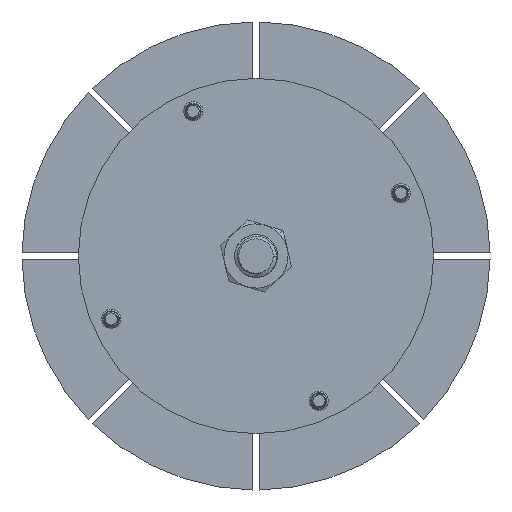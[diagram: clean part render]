
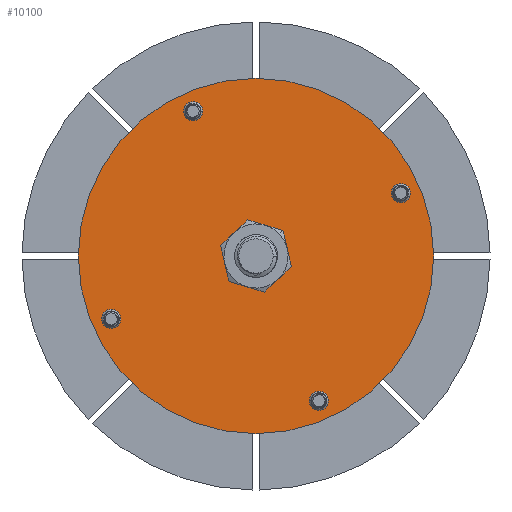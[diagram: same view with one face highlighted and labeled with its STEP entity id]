
A CAD part, front view. The second image highlights one B-rep face of the part: STEP entity #10100.
In plain terms, the highlighted planar face has unit normal (0, -1, 0).
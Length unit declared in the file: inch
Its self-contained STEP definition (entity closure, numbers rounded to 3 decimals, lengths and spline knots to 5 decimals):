
#35 = DIRECTION ( 'NONE',  ( 0., 1., 0. ) ) ;
#221 = CARTESIAN_POINT ( 'NONE',  ( 0., 0., 0. ) ) ;
#364 = DIRECTION ( 'NONE',  ( 0., 1., 0. ) ) ;
#381 = PLANE ( 'NONE',  #16330 ) ;
#443 = DIRECTION ( 'NONE',  ( 0., 0., 1. ) ) ;
#467 = AXIS2_PLACEMENT_3D ( 'NONE', #3153, #15336, #4884 ) ;
#872 = CARTESIAN_POINT ( 'NONE',  ( -2.13125, 0., -0.92669 ) ) ;
#924 = EDGE_CURVE ( 'NONE', #6124, #21003, #18520, .T. ) ;
#935 = DIRECTION ( 'NONE',  ( 0., 1., 0. ) ) ;
#970 = EDGE_CURVE ( 'NONE', #21003, #6124, #13422, .T. ) ;
#1103 = VERTEX_POINT ( 'NONE', #10928 ) ;
#1320 = CIRCLE ( 'NONE', #19031, 0.1405 ) ;
#1636 = CIRCLE ( 'NONE', #467, 0.1405 ) ;
#1642 = CARTESIAN_POINT ( 'NONE',  ( -0.92669, 0., 2.27175 ) ) ;
#1812 = CARTESIAN_POINT ( 'NONE',  ( 0.92669, 0., -2.27175 ) ) ;
#2132 = DIRECTION ( 'NONE',  ( 0., 0., 1. ) ) ;
#2333 = VERTEX_POINT ( 'NONE', #17933 ) ;
#2619 = DIRECTION ( 'NONE',  ( 0., 0., 1. ) ) ;
#2659 = CARTESIAN_POINT ( 'NONE',  ( 0., 0., -2.6155 ) ) ;
#3146 = CARTESIAN_POINT ( 'NONE',  ( 0.92669, 0., -1.99075 ) ) ;
#3153 = CARTESIAN_POINT ( 'NONE',  ( -2.13125, 0., -0.92669 ) ) ;
#3295 = ORIENTED_EDGE ( 'NONE', *, *, #21263, .T. ) ;
#3582 = EDGE_CURVE ( 'NONE', #8261, #10768, #6533, .T. ) ;
#3651 = DIRECTION ( 'NONE',  ( 0., 1., 0. ) ) ;
#3853 = ORIENTED_EDGE ( 'NONE', *, *, #18267, .F. ) ;
#4588 = CARTESIAN_POINT ( 'NONE',  ( -0.92669, 0., 2.13125 ) ) ;
#4874 = ORIENTED_EDGE ( 'NONE', *, *, #11895, .T. ) ;
#4884 = DIRECTION ( 'NONE',  ( 0., 0., 1. ) ) ;
#4986 = AXIS2_PLACEMENT_3D ( 'NONE', #17238, #6872, #18986 ) ;
#5035 = CARTESIAN_POINT ( 'NONE',  ( 2.13125, 0., 1.06719 ) ) ;
#5511 = EDGE_LOOP ( 'NONE', ( #3853, #21166 ) ) ;
#5570 = EDGE_CURVE ( 'NONE', #17541, #2333, #18447, .T. ) ;
#5769 = CARTESIAN_POINT ( 'NONE',  ( 0., 0., 0. ) ) ;
#5840 = ORIENTED_EDGE ( 'NONE', *, *, #20140, .T. ) ;
#6124 = VERTEX_POINT ( 'NONE', #1812 ) ;
#6177 = AXIS2_PLACEMENT_3D ( 'NONE', #10567, #35, #12292 ) ;
#6374 = DIRECTION ( 'NONE',  ( 0., 0., 1. ) ) ;
#6533 = CIRCLE ( 'NONE', #15582, 2.6155 ) ;
#6656 = FACE_OUTER_BOUND ( 'NONE', #5511, .T. ) ;
#6799 = CARTESIAN_POINT ( 'NONE',  ( 0., 0., 0. ) ) ;
#6807 = CARTESIAN_POINT ( 'NONE',  ( 0., 0., 0.32 ) ) ;
#6872 = DIRECTION ( 'NONE',  ( 0., 1., 0. ) ) ;
#7222 = FACE_BOUND ( 'NONE', #7807, .T. ) ;
#7232 = AXIS2_PLACEMENT_3D ( 'NONE', #14110, #3651, #15826 ) ;
#7345 = EDGE_LOOP ( 'NONE', ( #5840, #4874 ) ) ;
#7545 = DIRECTION ( 'NONE',  ( 0., 0., 1. ) ) ;
#7807 = EDGE_LOOP ( 'NONE', ( #19741, #16194 ) ) ;
#7830 = VERTEX_POINT ( 'NONE', #1642 ) ;
#8219 = AXIS2_PLACEMENT_3D ( 'NONE', #18912, #8576, #20749 ) ;
#8261 = VERTEX_POINT ( 'NONE', #15568 ) ;
#8437 = VERTEX_POINT ( 'NONE', #12383 ) ;
#8576 = DIRECTION ( 'NONE',  ( 0., 1., 0. ) ) ;
#8585 = DIRECTION ( 'NONE',  ( 0., 0., 1. ) ) ;
#8676 = CIRCLE ( 'NONE', #22679, 0.32 ) ;
#8740 = VERTEX_POINT ( 'NONE', #22319 ) ;
#9866 = ORIENTED_EDGE ( 'NONE', *, *, #5570, .T. ) ;
#9891 = CARTESIAN_POINT ( 'NONE',  ( -0.92669, 0., 1.99075 ) ) ;
#9959 = ORIENTED_EDGE ( 'NONE', *, *, #17058, .T. ) ;
#10100 = ADVANCED_FACE ( 'NONE', ( #15881, #7222, #20570, #16425, #11340, #6656 ), #381, .F. ) ;
#10567 = CARTESIAN_POINT ( 'NONE',  ( 0.92669, 0., -2.13125 ) ) ;
#10768 = VERTEX_POINT ( 'NONE', #2659 ) ;
#10878 = CARTESIAN_POINT ( 'NONE',  ( 0., 0., 0. ) ) ;
#10928 = CARTESIAN_POINT ( 'NONE',  ( 0., 0., -0.32 ) ) ;
#10950 = DIRECTION ( 'NONE',  ( 0., 1., 0. ) ) ;
#11230 = CIRCLE ( 'NONE', #12044, 2.6155 ) ;
#11340 = FACE_BOUND ( 'NONE', #7345, .T. ) ;
#11437 = CARTESIAN_POINT ( 'NONE',  ( 2.13125, 0., 0.92669 ) ) ;
#11605 = ORIENTED_EDGE ( 'NONE', *, *, #17604, .T. ) ;
#11895 = EDGE_CURVE ( 'NONE', #13734, #7830, #16896, .T. ) ;
#12044 = AXIS2_PLACEMENT_3D ( 'NONE', #6799, #18922, #8585 ) ;
#12292 = DIRECTION ( 'NONE',  ( 0., 0., 1. ) ) ;
#12383 = CARTESIAN_POINT ( 'NONE',  ( -2.13125, 0., -0.78619 ) ) ;
#12588 = ORIENTED_EDGE ( 'NONE', *, *, #14186, .T. ) ;
#12616 = DIRECTION ( 'NONE',  ( 0., 0., 1. ) ) ;
#12633 = DIRECTION ( 'NONE',  ( 0., 1., 0. ) ) ;
#12752 = ORIENTED_EDGE ( 'NONE', *, *, #20365, .T. ) ;
#13016 = EDGE_LOOP ( 'NONE', ( #9959, #12588 ) ) ;
#13094 = DIRECTION ( 'NONE',  ( 0., 1., 0. ) ) ;
#13160 = DIRECTION ( 'NONE',  ( 0., 0., 1. ) ) ;
#13422 = CIRCLE ( 'NONE', #6177, 0.1405 ) ;
#13681 = CIRCLE ( 'NONE', #7232, 0.32 ) ;
#13734 = VERTEX_POINT ( 'NONE', #9891 ) ;
#14110 = CARTESIAN_POINT ( 'NONE',  ( 0., 0., 0. ) ) ;
#14186 = EDGE_CURVE ( 'NONE', #8740, #8437, #1320, .T. ) ;
#14597 = CIRCLE ( 'NONE', #22099, 0.1405 ) ;
#15140 = AXIS2_PLACEMENT_3D ( 'NONE', #11437, #935, #13160 ) ;
#15336 = DIRECTION ( 'NONE',  ( 0., 1., 0. ) ) ;
#15568 = CARTESIAN_POINT ( 'NONE',  ( 0., 0., 2.6155 ) ) ;
#15582 = AXIS2_PLACEMENT_3D ( 'NONE', #10878, #364, #12616 ) ;
#15826 = DIRECTION ( 'NONE',  ( 0., 0., 1. ) ) ;
#15881 = FACE_BOUND ( 'NONE', #19839, .T. ) ;
#16194 = ORIENTED_EDGE ( 'NONE', *, *, #924, .T. ) ;
#16330 = AXIS2_PLACEMENT_3D ( 'NONE', #221, #12633, #2132 ) ;
#16425 = FACE_BOUND ( 'NONE', #13016, .T. ) ;
#16757 = DIRECTION ( 'NONE',  ( 0., 1., 0. ) ) ;
#16896 = CIRCLE ( 'NONE', #18630, 0.1405 ) ;
#17058 = EDGE_CURVE ( 'NONE', #8437, #8740, #1636, .T. ) ;
#17238 = CARTESIAN_POINT ( 'NONE',  ( 0.92669, 0., -2.13125 ) ) ;
#17534 = VERTEX_POINT ( 'NONE', #6807 ) ;
#17541 = VERTEX_POINT ( 'NONE', #5035 ) ;
#17604 = EDGE_CURVE ( 'NONE', #17534, #1103, #13681, .T. ) ;
#17907 = DIRECTION ( 'NONE',  ( 0., 1., 0. ) ) ;
#17933 = CARTESIAN_POINT ( 'NONE',  ( 2.13125, 0., 0.78619 ) ) ;
#18267 = EDGE_CURVE ( 'NONE', #10768, #8261, #11230, .T. ) ;
#18390 = CIRCLE ( 'NONE', #8219, 0.1405 ) ;
#18447 = CIRCLE ( 'NONE', #15140, 0.1405 ) ;
#18520 = CIRCLE ( 'NONE', #4986, 0.1405 ) ;
#18630 = AXIS2_PLACEMENT_3D ( 'NONE', #4588, #16757, #6374 ) ;
#18912 = CARTESIAN_POINT ( 'NONE',  ( -0.92669, 0., 2.13125 ) ) ;
#18922 = DIRECTION ( 'NONE',  ( 0., 1., 0. ) ) ;
#18986 = DIRECTION ( 'NONE',  ( 0., 0., 1. ) ) ;
#19031 = AXIS2_PLACEMENT_3D ( 'NONE', #872, #13094, #2619 ) ;
#19741 = ORIENTED_EDGE ( 'NONE', *, *, #970, .T. ) ;
#19839 = EDGE_LOOP ( 'NONE', ( #11605, #12752 ) ) ;
#20140 = EDGE_CURVE ( 'NONE', #7830, #13734, #18390, .T. ) ;
#20365 = EDGE_CURVE ( 'NONE', #1103, #17534, #8676, .T. ) ;
#20570 = FACE_BOUND ( 'NONE', #21244, .T. ) ;
#20749 = DIRECTION ( 'NONE',  ( 0., 0., 1. ) ) ;
#21003 = VERTEX_POINT ( 'NONE', #3146 ) ;
#21166 = ORIENTED_EDGE ( 'NONE', *, *, #3582, .F. ) ;
#21244 = EDGE_LOOP ( 'NONE', ( #9866, #3295 ) ) ;
#21263 = EDGE_CURVE ( 'NONE', #2333, #17541, #14597, .T. ) ;
#21399 = CARTESIAN_POINT ( 'NONE',  ( 2.13125, 0., 0.92669 ) ) ;
#22099 = AXIS2_PLACEMENT_3D ( 'NONE', #21399, #10950, #443 ) ;
#22319 = CARTESIAN_POINT ( 'NONE',  ( -2.13125, 0., -1.06719 ) ) ;
#22679 = AXIS2_PLACEMENT_3D ( 'NONE', #5769, #17907, #7545 ) ;
